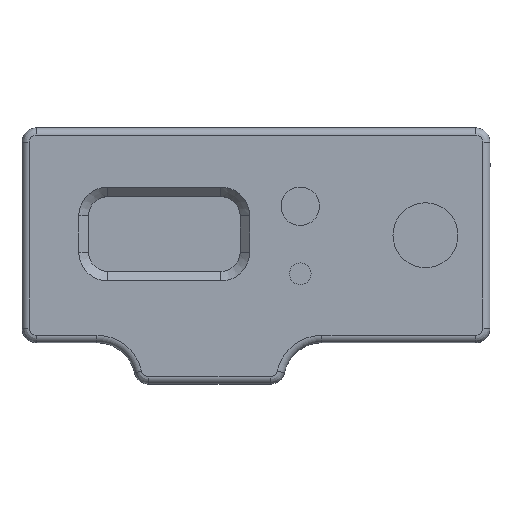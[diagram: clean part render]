
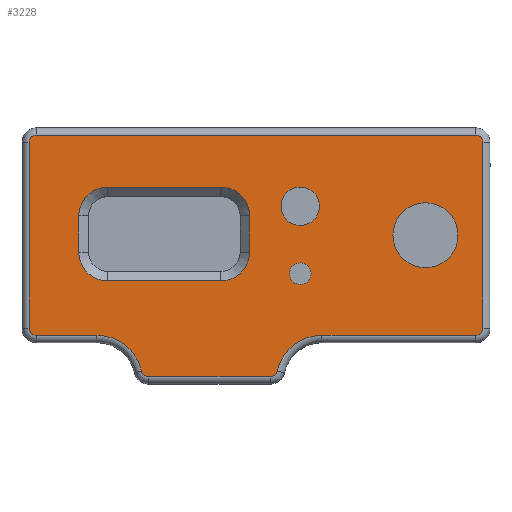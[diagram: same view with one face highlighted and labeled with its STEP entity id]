
A CAD part, top view. The second image highlights one B-rep face of the part: STEP entity #3228.
In plain terms, the highlighted planar face has unit normal (0, 0, 1).
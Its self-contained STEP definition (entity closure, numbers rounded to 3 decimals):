
#59=FACE_BOUND('',#1200,.T.);
#60=FACE_BOUND('',#1201,.T.);
#61=FACE_BOUND('',#1202,.T.);
#62=FACE_BOUND('',#1203,.T.);
#81=LINE('',#5272,#360);
#85=LINE('',#5284,#364);
#89=LINE('',#5296,#368);
#93=LINE('',#5307,#372);
#102=LINE('',#5332,#381);
#103=LINE('',#5336,#382);
#104=LINE('',#5340,#383);
#105=LINE('',#5344,#384);
#106=LINE('',#5350,#385);
#107=LINE('',#5355,#386);
#360=VECTOR('',#3831,10.);
#364=VECTOR('',#3843,10.);
#368=VECTOR('',#3855,10.);
#372=VECTOR('',#3867,10.);
#381=VECTOR('',#3892,10.);
#382=VECTOR('',#3895,10.);
#383=VECTOR('',#3898,10.);
#384=VECTOR('',#3901,10.);
#385=VECTOR('',#3906,10.);
#386=VECTOR('',#3911,10.);
#701=CIRCLE('',#3433,6.);
#703=CIRCLE('',#3437,6.);
#705=CIRCLE('',#3441,6.);
#707=CIRCLE('',#3445,6.);
#710=CIRCLE('',#3454,1.5);
#711=CIRCLE('',#3455,1.5);
#712=CIRCLE('',#3456,1.5);
#713=CIRCLE('',#3457,1.5);
#714=CIRCLE('',#3458,9.5);
#715=CIRCLE('',#3459,1.5);
#716=CIRCLE('',#3460,1.5);
#717=CIRCLE('',#3461,9.5);
#718=CIRCLE('',#3462,4.);
#719=CIRCLE('',#3463,2.25);
#720=CIRCLE('',#3464,6.75);
#893=PLANE('',#3453);
#998=FACE_OUTER_BOUND('',#1199,.T.);
#1199=EDGE_LOOP('',(#2305,#2306,#2307,#2308,#2309,#2310,#2311,#2312,#2313,
#2314,#2315,#2316,#2317,#2318));
#1200=EDGE_LOOP('',(#2319));
#1201=EDGE_LOOP('',(#2320));
#1202=EDGE_LOOP('',(#2321));
#1203=EDGE_LOOP('',(#2322,#2323,#2324,#2325,#2326,#2327,#2328,#2329));
#1428=VERTEX_POINT('',#5262);
#1431=VERTEX_POINT('',#5267);
#1432=VERTEX_POINT('',#5271);
#1434=VERTEX_POINT('',#5277);
#1436=VERTEX_POINT('',#5283);
#1438=VERTEX_POINT('',#5289);
#1440=VERTEX_POINT('',#5295);
#1442=VERTEX_POINT('',#5301);
#1449=VERTEX_POINT('',#5328);
#1450=VERTEX_POINT('',#5329);
#1451=VERTEX_POINT('',#5331);
#1452=VERTEX_POINT('',#5333);
#1453=VERTEX_POINT('',#5335);
#1454=VERTEX_POINT('',#5337);
#1455=VERTEX_POINT('',#5339);
#1456=VERTEX_POINT('',#5341);
#1457=VERTEX_POINT('',#5343);
#1458=VERTEX_POINT('',#5345);
#1459=VERTEX_POINT('',#5347);
#1460=VERTEX_POINT('',#5349);
#1461=VERTEX_POINT('',#5351);
#1462=VERTEX_POINT('',#5353);
#1463=VERTEX_POINT('',#5356);
#1464=VERTEX_POINT('',#5358);
#1465=VERTEX_POINT('',#5360);
#1746=EDGE_CURVE('',#1431,#1428,#701,.T.);
#1747=EDGE_CURVE('',#1428,#1432,#81,.T.);
#1752=EDGE_CURVE('',#1432,#1434,#703,.T.);
#1753=EDGE_CURVE('',#1434,#1436,#85,.T.);
#1758=EDGE_CURVE('',#1436,#1438,#705,.T.);
#1759=EDGE_CURVE('',#1438,#1440,#89,.T.);
#1764=EDGE_CURVE('',#1440,#1442,#707,.T.);
#1765=EDGE_CURVE('',#1442,#1431,#93,.T.);
#1776=EDGE_CURVE('',#1449,#1450,#710,.T.);
#1777=EDGE_CURVE('',#1451,#1449,#102,.T.);
#1778=EDGE_CURVE('',#1452,#1451,#711,.T.);
#1779=EDGE_CURVE('',#1453,#1452,#103,.T.);
#1780=EDGE_CURVE('',#1454,#1453,#712,.T.);
#1781=EDGE_CURVE('',#1455,#1454,#104,.T.);
#1782=EDGE_CURVE('',#1456,#1455,#713,.T.);
#1783=EDGE_CURVE('',#1457,#1456,#105,.T.);
#1784=EDGE_CURVE('',#1458,#1457,#714,.T.);
#1785=EDGE_CURVE('',#1459,#1458,#715,.T.);
#1786=EDGE_CURVE('',#1460,#1459,#106,.T.);
#1787=EDGE_CURVE('',#1461,#1460,#716,.T.);
#1788=EDGE_CURVE('',#1462,#1461,#717,.T.);
#1789=EDGE_CURVE('',#1450,#1462,#107,.T.);
#1790=EDGE_CURVE('',#1463,#1463,#718,.T.);
#1791=EDGE_CURVE('',#1464,#1464,#719,.T.);
#1792=EDGE_CURVE('',#1465,#1465,#720,.T.);
#2305=ORIENTED_EDGE('',*,*,#1776,.F.);
#2306=ORIENTED_EDGE('',*,*,#1777,.F.);
#2307=ORIENTED_EDGE('',*,*,#1778,.F.);
#2308=ORIENTED_EDGE('',*,*,#1779,.F.);
#2309=ORIENTED_EDGE('',*,*,#1780,.F.);
#2310=ORIENTED_EDGE('',*,*,#1781,.F.);
#2311=ORIENTED_EDGE('',*,*,#1782,.F.);
#2312=ORIENTED_EDGE('',*,*,#1783,.F.);
#2313=ORIENTED_EDGE('',*,*,#1784,.F.);
#2314=ORIENTED_EDGE('',*,*,#1785,.F.);
#2315=ORIENTED_EDGE('',*,*,#1786,.F.);
#2316=ORIENTED_EDGE('',*,*,#1787,.F.);
#2317=ORIENTED_EDGE('',*,*,#1788,.F.);
#2318=ORIENTED_EDGE('',*,*,#1789,.F.);
#2319=ORIENTED_EDGE('',*,*,#1790,.T.);
#2320=ORIENTED_EDGE('',*,*,#1791,.T.);
#2321=ORIENTED_EDGE('',*,*,#1792,.T.);
#2322=ORIENTED_EDGE('',*,*,#1746,.F.);
#2323=ORIENTED_EDGE('',*,*,#1765,.F.);
#2324=ORIENTED_EDGE('',*,*,#1764,.F.);
#2325=ORIENTED_EDGE('',*,*,#1759,.F.);
#2326=ORIENTED_EDGE('',*,*,#1758,.F.);
#2327=ORIENTED_EDGE('',*,*,#1753,.F.);
#2328=ORIENTED_EDGE('',*,*,#1752,.F.);
#2329=ORIENTED_EDGE('',*,*,#1747,.F.);
#3228=ADVANCED_FACE('',(#998,#59,#60,#61,#62),#893,.T.);
#3433=AXIS2_PLACEMENT_3D('',#5269,#3827,#3828);
#3437=AXIS2_PLACEMENT_3D('',#5281,#3839,#3840);
#3441=AXIS2_PLACEMENT_3D('',#5293,#3851,#3852);
#3445=AXIS2_PLACEMENT_3D('',#5305,#3863,#3864);
#3453=AXIS2_PLACEMENT_3D('',#5327,#3888,#3889);
#3454=AXIS2_PLACEMENT_3D('',#5330,#3890,#3891);
#3455=AXIS2_PLACEMENT_3D('',#5334,#3893,#3894);
#3456=AXIS2_PLACEMENT_3D('',#5338,#3896,#3897);
#3457=AXIS2_PLACEMENT_3D('',#5342,#3899,#3900);
#3458=AXIS2_PLACEMENT_3D('',#5346,#3902,#3903);
#3459=AXIS2_PLACEMENT_3D('',#5348,#3904,#3905);
#3460=AXIS2_PLACEMENT_3D('',#5352,#3907,#3908);
#3461=AXIS2_PLACEMENT_3D('',#5354,#3909,#3910);
#3462=AXIS2_PLACEMENT_3D('',#5357,#3912,#3913);
#3463=AXIS2_PLACEMENT_3D('',#5359,#3914,#3915);
#3464=AXIS2_PLACEMENT_3D('',#5361,#3916,#3917);
#3827=DIRECTION('center_axis',(0.,0.,1.));
#3828=DIRECTION('ref_axis',(0.707,-0.707,0.));
#3831=DIRECTION('',(0.,1.,0.));
#3839=DIRECTION('center_axis',(0.,0.,1.));
#3840=DIRECTION('ref_axis',(0.707,0.707,0.));
#3843=DIRECTION('',(-1.,0.,0.));
#3851=DIRECTION('center_axis',(0.,0.,1.));
#3852=DIRECTION('ref_axis',(-0.707,0.707,0.));
#3855=DIRECTION('',(0.,-1.,0.));
#3863=DIRECTION('center_axis',(0.,0.,1.));
#3864=DIRECTION('ref_axis',(-0.707,-0.707,0.));
#3867=DIRECTION('',(1.,0.,0.));
#3888=DIRECTION('center_axis',(0.,0.,1.));
#3889=DIRECTION('ref_axis',(1.,0.,0.));
#3890=DIRECTION('center_axis',(0.,0.,-1.));
#3891=DIRECTION('ref_axis',(0.707,-0.707,0.));
#3892=DIRECTION('',(0.,-1.,0.));
#3893=DIRECTION('center_axis',(0.,0.,-1.));
#3894=DIRECTION('ref_axis',(0.707,0.707,0.));
#3895=DIRECTION('',(1.,0.,0.));
#3896=DIRECTION('center_axis',(0.,0.,-1.));
#3897=DIRECTION('ref_axis',(-0.707,0.707,0.));
#3898=DIRECTION('',(0.,1.,0.));
#3899=DIRECTION('center_axis',(0.,0.,-1.));
#3900=DIRECTION('ref_axis',(-0.707,-0.707,0.));
#3901=DIRECTION('',(-1.,0.,0.));
#3902=DIRECTION('center_axis',(0.,0.,1.));
#3903=DIRECTION('ref_axis',(0.625,0.78,0.));
#3904=DIRECTION('center_axis',(0.,0.,-1.));
#3905=DIRECTION('ref_axis',(-0.625,-0.78,0.));
#3906=DIRECTION('',(-1.,0.,0.));
#3907=DIRECTION('center_axis',(0.,0.,-1.));
#3908=DIRECTION('ref_axis',(0.625,-0.78,0.));
#3909=DIRECTION('center_axis',(0.,0.,1.));
#3910=DIRECTION('ref_axis',(-0.625,0.78,0.));
#3911=DIRECTION('',(-1.,0.,0.));
#3912=DIRECTION('center_axis',(0.,0.,-1.));
#3913=DIRECTION('ref_axis',(1.,0.,0.));
#3914=DIRECTION('center_axis',(0.,0.,-1.));
#3915=DIRECTION('ref_axis',(1.,0.,0.));
#3916=DIRECTION('center_axis',(0.,0.,-1.));
#3917=DIRECTION('ref_axis',(1.,0.,0.));
#5262=CARTESIAN_POINT('',(8.5,-3.5,3.));
#5267=CARTESIAN_POINT('',(2.5,-9.5,3.));
#5269=CARTESIAN_POINT('Origin',(2.5,-3.5,3.));
#5271=CARTESIAN_POINT('',(8.5,4.,3.));
#5272=CARTESIAN_POINT('',(8.5,4.,3.));
#5277=CARTESIAN_POINT('',(2.5,10.,3.));
#5281=CARTESIAN_POINT('Origin',(2.5,4.,3.));
#5283=CARTESIAN_POINT('',(-21.,10.,3.));
#5284=CARTESIAN_POINT('',(-7.6,10.,3.));
#5289=CARTESIAN_POINT('',(-27.,4.,3.));
#5293=CARTESIAN_POINT('Origin',(-21.,4.,3.));
#5295=CARTESIAN_POINT('',(-27.,-3.5,3.));
#5296=CARTESIAN_POINT('',(-27.,-3.75,3.));
#5301=CARTESIAN_POINT('',(-21.,-9.5,3.));
#5305=CARTESIAN_POINT('Origin',(-21.,-3.5,3.));
#5307=CARTESIAN_POINT('',(8.15,-9.5,3.));
#5327=CARTESIAN_POINT('Origin',(9.8,0.,3.));
#5328=CARTESIAN_POINT('',(56.9,-19.3,3.));
#5329=CARTESIAN_POINT('',(55.4,-20.8,3.));
#5330=CARTESIAN_POINT('Origin',(55.4,-19.3,3.));
#5331=CARTESIAN_POINT('',(56.9,19.3,3.));
#5332=CARTESIAN_POINT('',(56.9,-11.15,3.));
#5333=CARTESIAN_POINT('',(55.4,20.8,3.));
#5334=CARTESIAN_POINT('Origin',(55.4,19.3,3.));
#5335=CARTESIAN_POINT('',(-35.8,20.8,3.));
#5336=CARTESIAN_POINT('',(34.1,20.8,3.));
#5337=CARTESIAN_POINT('',(-37.3,19.3,3.));
#5338=CARTESIAN_POINT('Origin',(-35.8,19.3,3.));
#5339=CARTESIAN_POINT('',(-37.3,-19.3,3.));
#5340=CARTESIAN_POINT('',(-37.3,11.15,3.));
#5341=CARTESIAN_POINT('',(-35.8,-20.8,3.));
#5342=CARTESIAN_POINT('Origin',(-35.8,-19.3,3.));
#5343=CARTESIAN_POINT('',(-23.235,-20.8,3.));
#5344=CARTESIAN_POINT('',(-14.5,-20.8,3.));
#5345=CARTESIAN_POINT('',(-13.964,-28.227,3.));
#5346=CARTESIAN_POINT('Origin',(-23.235,-30.3,3.));
#5347=CARTESIAN_POINT('',(-12.5,-29.4,3.));
#5348=CARTESIAN_POINT('Origin',(-12.5,-27.9,3.));
#5349=CARTESIAN_POINT('',(12.765,-29.4,3.));
#5350=CARTESIAN_POINT('',(-2.85,-29.4,3.));
#5351=CARTESIAN_POINT('',(14.229,-28.227,3.));
#5352=CARTESIAN_POINT('Origin',(12.765,-27.9,3.));
#5353=CARTESIAN_POINT('',(23.5,-20.8,3.));
#5354=CARTESIAN_POINT('Origin',(23.5,-30.3,3.));
#5355=CARTESIAN_POINT('',(-14.5,-20.8,3.));
#5356=CARTESIAN_POINT('',(15.,6.,3.));
#5357=CARTESIAN_POINT('Origin',(19.,6.,3.));
#5358=CARTESIAN_POINT('',(16.75,-8.,3.));
#5359=CARTESIAN_POINT('Origin',(19.,-8.,3.));
#5360=CARTESIAN_POINT('',(38.25,0.,3.));
#5361=CARTESIAN_POINT('Origin',(45.,0.,
3.));
